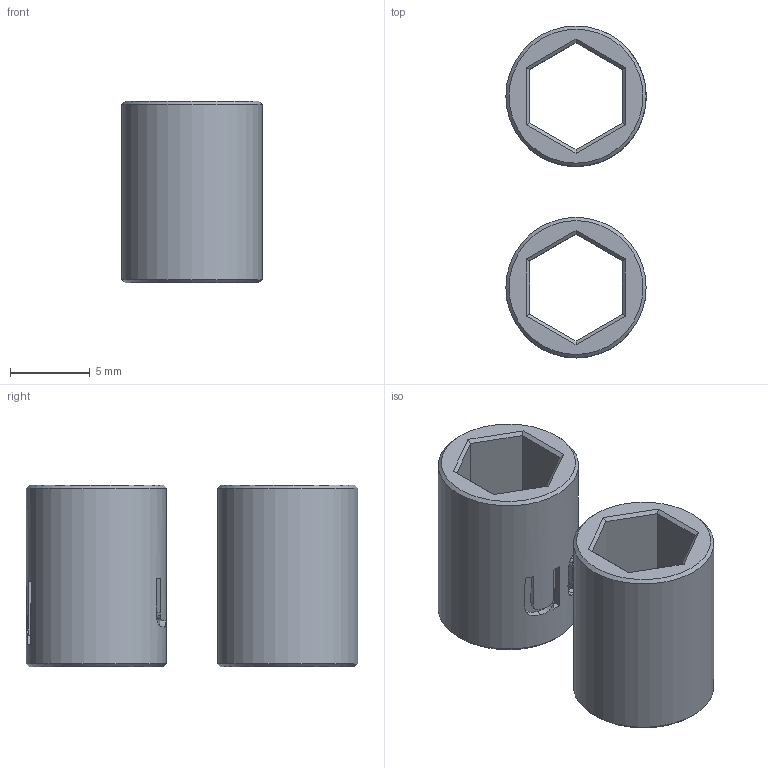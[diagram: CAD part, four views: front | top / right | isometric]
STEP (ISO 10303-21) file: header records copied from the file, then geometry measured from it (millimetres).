
FILE_DESCRIPTION(/* description */ (''),/* implementation_level */ '2;1');
FILE_NAME(/* name */ 'Bed Standoffs v1.step',/* time_stamp */ '2024-08-10T19:20:01+01:00',/* author */ (''),/* organization */ (''),/* preprocessor_version */ 'ST-DEVELOPER v20',/* originating_system */ 'Autodesk Translation Framework v13.14.0.145',/* authorisation */ '');
FILE_SCHEMA (('AUTOMOTIVE_DESIGN { 1 0 10303 214 3 1 1 }'));
Length unit declared in the file: millimetre
Products named in the file (3): Bed Standoffs; Bed Standoff Sleeve_Micron; Bed Standoff Sleeve
Assembly tree (2 placements, depth 2):
  Bed Standoffs
    Bed Standoff Sleeve_Micron
    Bed Standoff Sleeve
Bounding box: 8.8 x 20.8 x 11.4 mm (x, y, z)
Volume: 709.8 mm3; surface area: 1229.5 mm2
Topology: 2 solids, 2 shells, 168 faces, 440 edges, 284 vertices
Faces by surface type: bspline 114, plane 40, cylinder 10, cone 4
Full cylindrical faces by diameter (mm): 8.8 x2
Entity records: 7120 total; most frequent: CARTESIAN_POINT 3687, ORIENTED_EDGE 880, EDGE_CURVE 440, DIRECTION 338, VERTEX_POINT 284, B_SPLINE_CURVE_WITH_KNOTS 228, LINE 204, VECTOR 204
